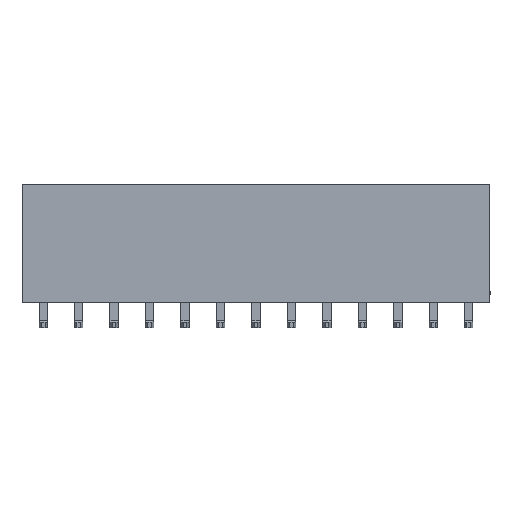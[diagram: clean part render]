
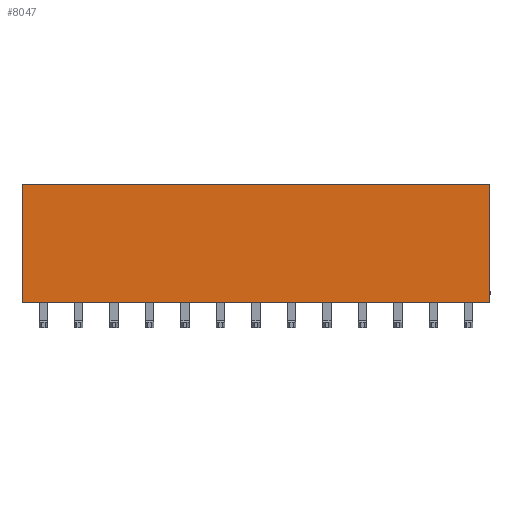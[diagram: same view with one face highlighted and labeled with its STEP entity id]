
A CAD part, top view. The second image highlights one B-rep face of the part: STEP entity #8047.
In plain terms, the highlighted planar face has unit normal (0, 0, 1).
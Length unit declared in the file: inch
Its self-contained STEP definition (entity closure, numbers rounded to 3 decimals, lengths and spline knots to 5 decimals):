
#458 = DIRECTION ( 'NONE',  ( 0., -1., 0. ) ) ;
#803 = ORIENTED_EDGE ( 'NONE', *, *, #6952, .F. ) ;
#2658 = AXIS2_PLACEMENT_3D ( 'NONE', #5281, #7640, #24014 ) ;
#3371 = LINE ( 'NONE', #18381, #5759 ) ;
#4389 = CARTESIAN_POINT ( 'NONE',  ( 0., 0.33465, 0. ) ) ;
#5281 = CARTESIAN_POINT ( 'NONE',  ( -2.73239, -0.00669, 0. ) ) ;
#5737 = DIRECTION ( 'NONE',  ( 1., 0., 0. ) ) ;
#5759 = VECTOR ( 'NONE', #13675, 39.37008 ) ;
#6164 = FACE_OUTER_BOUND ( 'NONE', #16276, .T. ) ;
#6329 = EDGE_CURVE ( 'NONE', #6573, #27403, #28932, .T. ) ;
#6573 = VERTEX_POINT ( 'NONE', #4389 ) ;
#6952 = EDGE_CURVE ( 'NONE', #20189, #6573, #3371, .T. ) ;
#7640 = DIRECTION ( 'NONE',  ( 0., 0., 1. ) ) ;
#8047 = ADVANCED_FACE ( 'NONE', ( #6164 ), #19224, .T. ) ;
#8288 = CARTESIAN_POINT ( 'NONE',  ( 1.31969, 0., 0. ) ) ;
#9053 = ORIENTED_EDGE ( 'NONE', *, *, #15275, .T. ) ;
#10934 = VECTOR ( 'NONE', #22228, 39.37008 ) ;
#13675 = DIRECTION ( 'NONE',  ( 0., 1., 0. ) ) ;
#13785 = CARTESIAN_POINT ( 'NONE',  ( 0., 0., 0. ) ) ;
#15275 = EDGE_CURVE ( 'NONE', #20189, #15785, #16895, .T. ) ;
#15785 = VERTEX_POINT ( 'NONE', #8288 ) ;
#16276 = EDGE_LOOP ( 'NONE', ( #28356, #803, #9053, #28433 ) ) ;
#16528 = CARTESIAN_POINT ( 'NONE',  ( 1.31969, 0.33465, 0. ) ) ;
#16895 = LINE ( 'NONE', #24481, #21682 ) ;
#17441 = VECTOR ( 'NONE', #458, 39.37008 ) ;
#18381 = CARTESIAN_POINT ( 'NONE',  ( 0., -0.00669, 0. ) ) ;
#19224 = PLANE ( 'NONE',  #2658 ) ;
#20189 = VERTEX_POINT ( 'NONE', #13785 ) ;
#20955 = EDGE_CURVE ( 'NONE', #27403, #15785, #23665, .T. ) ;
#21682 = VECTOR ( 'NONE', #5737, 39.37008 ) ;
#22228 = DIRECTION ( 'NONE',  ( 1., 0., 0. ) ) ;
#23665 = LINE ( 'NONE', #28507, #17441 ) ;
#24014 = DIRECTION ( 'NONE',  ( 1., 0., 0. ) ) ;
#24481 = CARTESIAN_POINT ( 'NONE',  ( -2.73239, 0., 0. ) ) ;
#26956 = CARTESIAN_POINT ( 'NONE',  ( -2.73239, 0.33465, 0. ) ) ;
#27403 = VERTEX_POINT ( 'NONE', #16528 ) ;
#28356 = ORIENTED_EDGE ( 'NONE', *, *, #6329, .F. ) ;
#28433 = ORIENTED_EDGE ( 'NONE', *, *, #20955, .F. ) ;
#28507 = CARTESIAN_POINT ( 'NONE',  ( 1.31969, 0., 0. ) ) ;
#28932 = LINE ( 'NONE', #26956, #10934 ) ;
